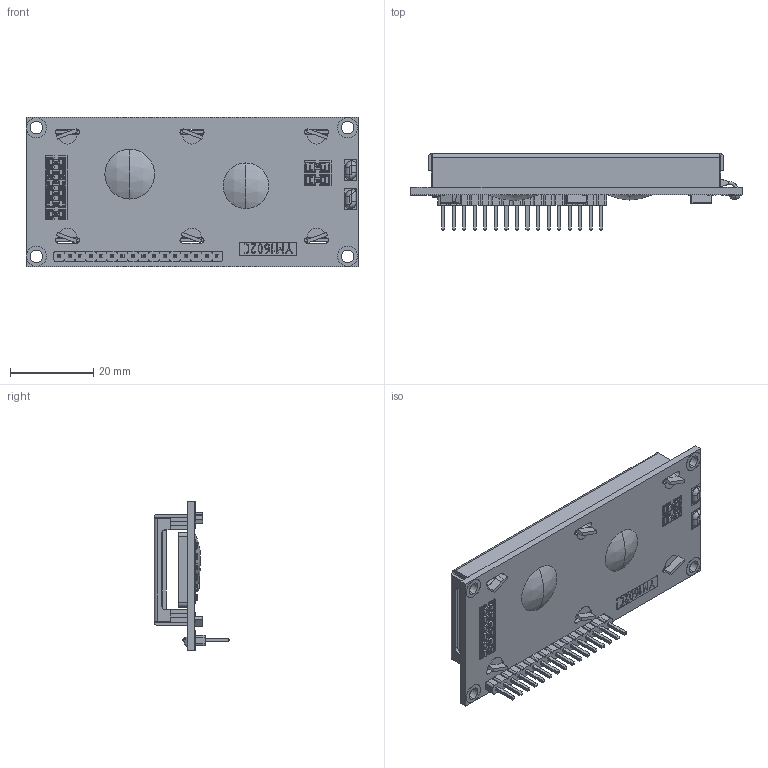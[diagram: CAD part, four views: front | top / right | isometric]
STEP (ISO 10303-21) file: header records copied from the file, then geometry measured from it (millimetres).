
FILE_DESCRIPTION(('FreeCAD Model'),'2;1');
FILE_NAME('Open CASCADE Shape Model','2024-03-14T14:55:59',('Author'),( ''),'Open CASCADE STEP processor 7.6','FreeCAD','Unknown');
FILE_SCHEMA(('AUTOMOTIVE_DESIGN { 1 0 10303 214 1 1 1 1 }'));
Length unit declared in the file: millimetre
Products named in the file (15): LCD; pcbboard; 16pin_header__; lcd window; backlight; conductor003; conductor; conductor001; conductor002; conductor007; liquid crystal grabcad003; liquid crystal grabcad001; liquid crystal grabcad002; smt_resistor222; smt_resistor101
Assembly tree (23 placements, depth 3):
  LCD
    pcbboard
    16pin_header__
    lcd window
    backlight
    conductor003
      conductor
      conductor001
      conductor002
    conductor007
      conductor
      conductor001
      conductor002
    liquid crystal grabcad003
      liquid crystal grabcad001
      liquid crystal grabcad002
    smt_resistor222  x6
    smt_resistor101  x2
Bounding box: 80 x 18.3 x 36 mm (x, y, z)
Volume: 13696 mm3; surface area: 26096.6 mm2
Topology: 20 solids, 20 shells, 3193 faces, 8361 edges, 5297 vertices
Faces by surface type: plane 2284, cylinder 395, bspline 348, torus 91, sphere 71, revolution 4
Entity records: 84705 total; most frequent: CARTESIAN_POINT 21000, ORIENTED_EDGE 13498, DIRECTION 11649, EDGE_CURVE 6749, LINE 5815, VECTOR 5815, VERTEX_POINT 4363, FACE_BOUND 3216
